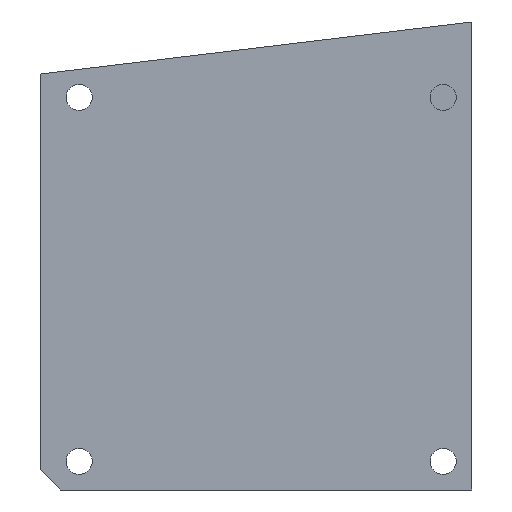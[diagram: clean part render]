
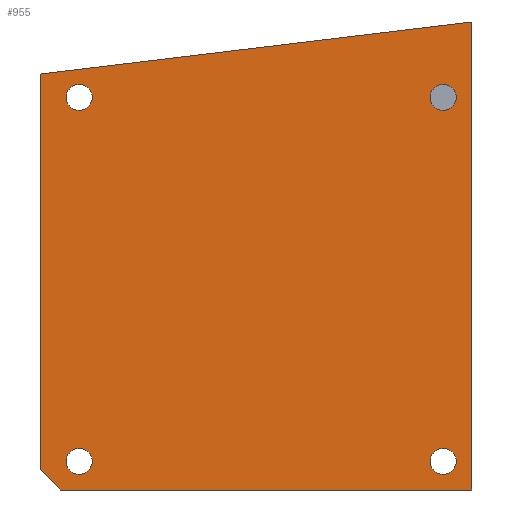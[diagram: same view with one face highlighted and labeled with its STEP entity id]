
A CAD part, left-side view. The second image highlights one B-rep face of the part: STEP entity #955.
In plain terms, the highlighted planar face has unit normal (-1, 0, 0).
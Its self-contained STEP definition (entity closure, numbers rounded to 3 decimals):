
#22=FACE_BOUND('',#140,.T.);
#23=FACE_BOUND('',#141,.T.);
#24=FACE_BOUND('',#142,.T.);
#25=FACE_BOUND('',#143,.T.);
#42=PLANE('',#1081);
#86=FACE_OUTER_BOUND('',#139,.T.);
#139=EDGE_LOOP('',(#776,#777,#778,#779,#780));
#140=EDGE_LOOP('',(#781,#782));
#141=EDGE_LOOP('',(#783,#784));
#142=EDGE_LOOP('',(#785,#786));
#143=EDGE_LOOP('',(#787,#788));
#224=LINE('',#1637,#294);
#225=LINE('',#1639,#295);
#226=LINE('',#1641,#296);
#227=LINE('',#1643,#297);
#228=LINE('',#1644,#298);
#294=VECTOR('',#1329,1000.);
#295=VECTOR('',#1330,1000.);
#296=VECTOR('',#1331,1000.);
#297=VECTOR('',#1332,1000.);
#298=VECTOR('',#1333,1000.);
#323=CIRCLE('',#997,1.25);
#324=CIRCLE('',#998,1.25);
#374=CIRCLE('',#1061,1.25);
#375=CIRCLE('',#1062,1.25);
#378=CIRCLE('',#1066,1.25);
#381=CIRCLE('',#1069,1.25);
#382=CIRCLE('',#1071,1.25);
#383=CIRCLE('',#1072,1.25);
#394=VERTEX_POINT('',#1420);
#395=VERTEX_POINT('',#1422);
#444=VERTEX_POINT('',#1547);
#445=VERTEX_POINT('',#1548);
#448=VERTEX_POINT('',#1557);
#449=VERTEX_POINT('',#1558);
#452=VERTEX_POINT('',#1567);
#453=VERTEX_POINT('',#1568);
#482=VERTEX_POINT('',#1635);
#483=VERTEX_POINT('',#1636);
#484=VERTEX_POINT('',#1638);
#485=VERTEX_POINT('',#1640);
#486=VERTEX_POINT('',#1642);
#498=EDGE_CURVE('',#395,#394,#323,.T.);
#499=EDGE_CURVE('',#394,#395,#324,.T.);
#561=EDGE_CURVE('',#444,#445,#374,.T.);
#562=EDGE_CURVE('',#445,#444,#375,.T.);
#566=EDGE_CURVE('',#448,#449,#378,.T.);
#570=EDGE_CURVE('',#449,#448,#381,.T.);
#571=EDGE_CURVE('',#452,#453,#382,.T.);
#572=EDGE_CURVE('',#453,#452,#383,.T.);
#604=EDGE_CURVE('',#482,#483,#224,.T.);
#605=EDGE_CURVE('',#482,#484,#225,.T.);
#606=EDGE_CURVE('',#484,#485,#226,.T.);
#607=EDGE_CURVE('',#486,#485,#227,.T.);
#608=EDGE_CURVE('',#483,#486,#228,.T.);
#776=ORIENTED_EDGE('',*,*,#604,.F.);
#777=ORIENTED_EDGE('',*,*,#605,.T.);
#778=ORIENTED_EDGE('',*,*,#606,.T.);
#779=ORIENTED_EDGE('',*,*,#607,.F.);
#780=ORIENTED_EDGE('',*,*,#608,.F.);
#781=ORIENTED_EDGE('',*,*,#566,.F.);
#782=ORIENTED_EDGE('',*,*,#570,.F.);
#783=ORIENTED_EDGE('',*,*,#498,.T.);
#784=ORIENTED_EDGE('',*,*,#499,.T.);
#785=ORIENTED_EDGE('',*,*,#561,.T.);
#786=ORIENTED_EDGE('',*,*,#562,.T.);
#787=ORIENTED_EDGE('',*,*,#571,.T.);
#788=ORIENTED_EDGE('',*,*,#572,.T.);
#955=ADVANCED_FACE('',(#86,#22,#23,#24,#25),#42,.F.);
#997=AXIS2_PLACEMENT_3D('',#1423,#1118,#1119);
#998=AXIS2_PLACEMENT_3D('',#1424,#1120,#1121);
#1061=AXIS2_PLACEMENT_3D('',#1549,#1258,#1259);
#1062=AXIS2_PLACEMENT_3D('',#1550,#1260,#1261);
#1066=AXIS2_PLACEMENT_3D('',#1559,#1269,#1270);
#1069=AXIS2_PLACEMENT_3D('',#1565,#1276,#1277);
#1071=AXIS2_PLACEMENT_3D('',#1569,#1280,#1281);
#1072=AXIS2_PLACEMENT_3D('',#1570,#1282,#1283);
#1081=AXIS2_PLACEMENT_3D('',#1634,#1327,#1328);
#1118=DIRECTION('center_axis',(1.,0.,0.));
#1119=DIRECTION('ref_axis',(0.,0.,-1.));
#1120=DIRECTION('center_axis',(1.,0.,0.));
#1121=DIRECTION('ref_axis',(0.,0.,-1.));
#1258=DIRECTION('center_axis',(1.,0.,0.));
#1259=DIRECTION('ref_axis',(0.,0.,-1.));
#1260=DIRECTION('center_axis',(1.,0.,0.));
#1261=DIRECTION('ref_axis',(0.,0.,-1.));
#1269=DIRECTION('center_axis',(-1.,0.,0.));
#1270=DIRECTION('ref_axis',(0.,0.,-1.));
#1276=DIRECTION('center_axis',(-1.,0.,0.));
#1277=DIRECTION('ref_axis',(0.,0.,-1.));
#1280=DIRECTION('center_axis',(1.,0.,0.));
#1281=DIRECTION('ref_axis',(0.,0.,-1.));
#1282=DIRECTION('center_axis',(1.,0.,0.));
#1283=DIRECTION('ref_axis',(0.,0.,-1.));
#1327=DIRECTION('center_axis',(1.,0.,0.));
#1328=DIRECTION('ref_axis',(0.,0.,-1.));
#1329=DIRECTION('',(0.,0.,1.));
#1330=DIRECTION('',(0.,-0.707,-0.707));
#1331=DIRECTION('',(0.,-1.,0.));
#1332=DIRECTION('',(0.,0.,-1.));
#1333=DIRECTION('',(0.,-0.993,0.12));
#1420=CARTESIAN_POINT('',(-23.5,2.75,-8.5));
#1422=CARTESIAN_POINT('',(-23.5,2.75,-6.));
#1423=CARTESIAN_POINT('Origin',(-23.5,2.75,-7.25));
#1424=CARTESIAN_POINT('Origin',(-23.5,2.75,-7.25));
#1547=CARTESIAN_POINT('',(-23.5,37.75,-8.5));
#1548=CARTESIAN_POINT('',(-23.5,37.75,-6.));
#1549=CARTESIAN_POINT('Origin',(-23.5,37.75,-7.25));
#1550=CARTESIAN_POINT('Origin',(-23.5,37.75,-7.25));
#1557=CARTESIAN_POINT('',(-23.5,37.75,-43.5));
#1558=CARTESIAN_POINT('',(-23.5,37.75,-41.));
#1559=CARTESIAN_POINT('Origin',(-23.5,37.75,-42.25));
#1565=CARTESIAN_POINT('Origin',(-23.5,37.75,-42.25));
#1567=CARTESIAN_POINT('',(-23.5,2.75,-43.5));
#1568=CARTESIAN_POINT('',(-23.5,2.75,-41.));
#1569=CARTESIAN_POINT('Origin',(-23.5,2.75,-42.25));
#1570=CARTESIAN_POINT('Origin',(-23.5,2.75,-42.25));
#1634=CARTESIAN_POINT('Origin',(-23.5,0.,0.));
#1635=CARTESIAN_POINT('',(-23.5,41.5,-43.));
#1636=CARTESIAN_POINT('',(-23.5,41.5,-5.));
#1637=CARTESIAN_POINT('',(-23.5,41.5,-45.));
#1638=CARTESIAN_POINT('',(-23.5,39.5,-45.));
#1639=CARTESIAN_POINT('',(-23.5,39.5,-45.));
#1640=CARTESIAN_POINT('',(-23.5,0.,-45.));
#1641=CARTESIAN_POINT('',(-23.5,41.5,-45.));
#1642=CARTESIAN_POINT('',(-23.5,0.,0.));
#1643=CARTESIAN_POINT('',(-23.5,0.,-45.));
#1644=CARTESIAN_POINT('',(-23.5,41.5,-5.));
